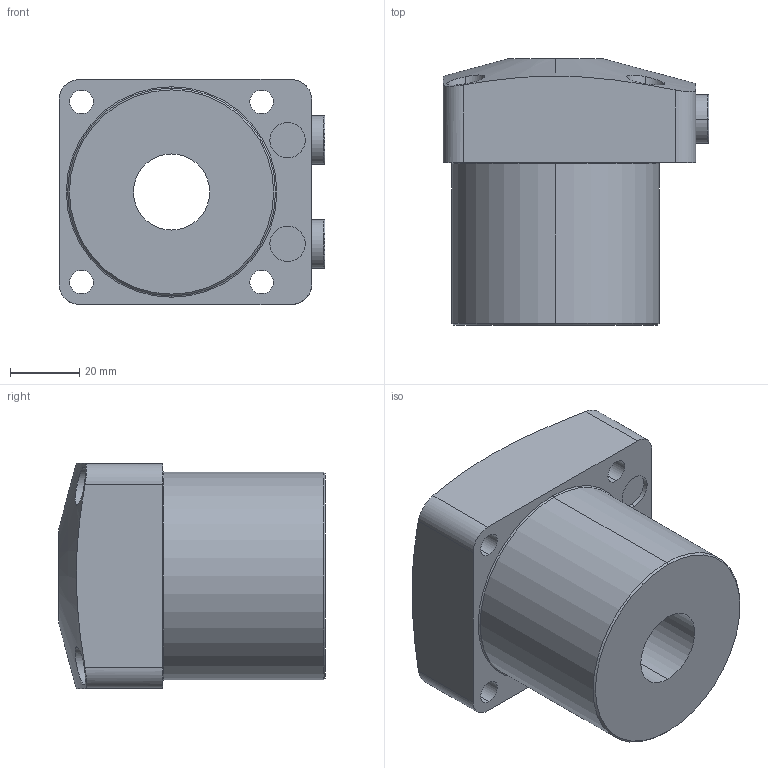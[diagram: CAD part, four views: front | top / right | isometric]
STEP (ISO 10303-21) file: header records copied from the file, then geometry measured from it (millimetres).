
FILE_DESCRIPTION (( 'STEP AP214' ), '1' );
FILE_NAME ('CST16-C.STEP', '2007-12-05T01:16:35', ( 'パスカルエンジニアリング' ), ( '' ), 'SwSTEP 2.0', 'SolidWorks 2004334', '' );
FILE_SCHEMA (( 'AUTOMOTIVE_DESIGN' ));
Length unit declared in the file: millimetre
Products named in the file (3): BSPP-G1-8(僶僀僩儞)-1_棉太倌; CST16-C_蹬怮椔; CST16-C
Assembly tree (3 placements, depth 2):
  CST16-C
    BSPP-G1-8(僶僀僩儞)-1_棉太倌  x2
    CST16-C_蹬怮椔
Bounding box: 76.8 x 77 x 65 mm (x, y, z)
Volume: 222509.4 mm3; surface area: 33779.3 mm2
Topology: 3 solids, 3 shells, 109 faces, 238 edges, 152 vertices
Faces by surface type: cylinder 52, plane 39, cone 12, torus 6
Entity records: 2981 total; most frequent: CARTESIAN_POINT 886, DIRECTION 454, ORIENTED_EDGE 384, EDGE_CURVE 192, AXIS2_PLACEMENT_3D 187, VERTEX_POINT 124, EDGE_LOOP 112, CIRCLE 94
